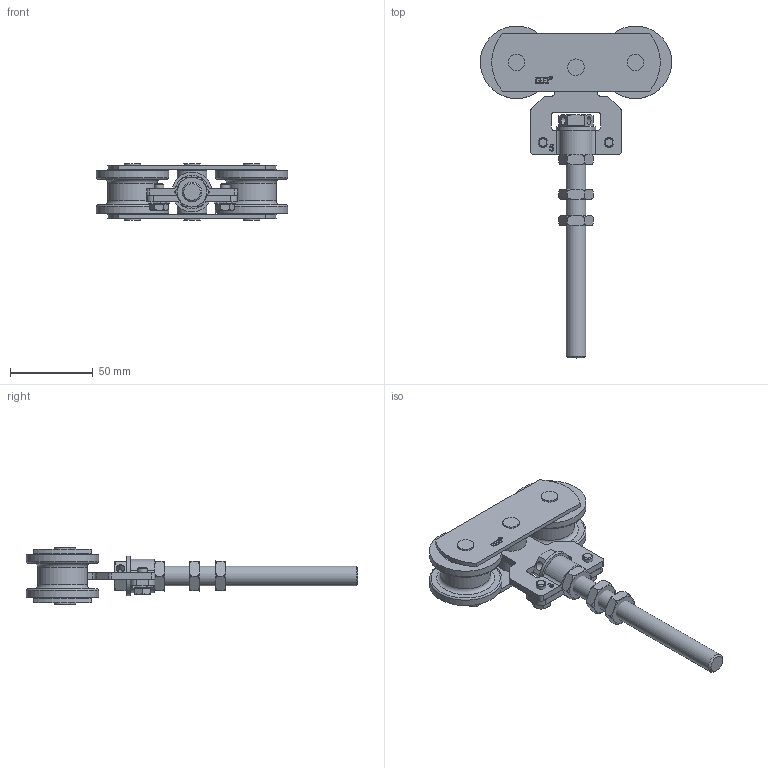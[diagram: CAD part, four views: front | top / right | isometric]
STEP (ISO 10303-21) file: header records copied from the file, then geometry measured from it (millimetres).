
FILE_DESCRIPTION(/* description */ (''),/* implementation_level */ '2;1');
FILE_NAME(/* name */ '255DL.stp',/* time_stamp */ '2020-12-22T14:45:26+01:00',/* author */ ('DBARI'),/* organization */ (''),/* preprocessor_version */ 'ST-DEVELOPER v18.1',/* originating_system */ 'Autodesk Inventor 2021',/* authorisation */ '');
FILE_SCHEMA (('AUTOMOTIVE_DESIGN { 1 0 10303 214 3 1 1 }'));
Length unit declared in the file: millimetre
Products named in the file (15): 255DL; 14592; 11002 MONT; 14984; 05045; 14991; 14991S-A; 15741; 04563; U04540; 09014; 06012; CAG5; 15018; 15657
Assembly tree (32 placements, depth 3):
  255DL
    14592  x2
    11002 MONT  x3
    14984  x2
    05045  x2
    14991
    14991S-A
    15741
    04563  x2
    06012  x3
    U04540
    09014  x2
    CAG5  x2
      15018
      15657
Bounding box: 116 x 201.2 x 34.1 mm (x, y, z)
Volume: 107683.7 mm3; surface area: 72114.7 mm2
Topology: 40 solids, 40 shells, 716 faces, 1801 edges, 1165 vertices
Faces by surface type: plane 347, cylinder 287, bspline 34, cone 34, torus 14
Full cylindrical faces by diameter (mm): 1.7 x2, 2 x2, 4.917 x2, 5 x18, 5.2 x3, 6 x2, 6.2 x2, 6.8 x2, 7.7 x6, 7.9 x6, 8.88 x2, 10 x6, 10.106 x3, 12 x1, 12.1 x1, 14 x5, 14.2 x3, 16.63 x1, 17.5 x2, 18 x2, 23.8 x2, 24 x1, 24.2 x2, 30 x6, 44 x4
Entity records: 13175 total; most frequent: CARTESIAN_POINT 2748, DIRECTION 2094, ORIENTED_EDGE 2026, EDGE_CURVE 1013, AXIS2_PLACEMENT_3D 767, VERTEX_POINT 658, LINE 560, VECTOR 560
